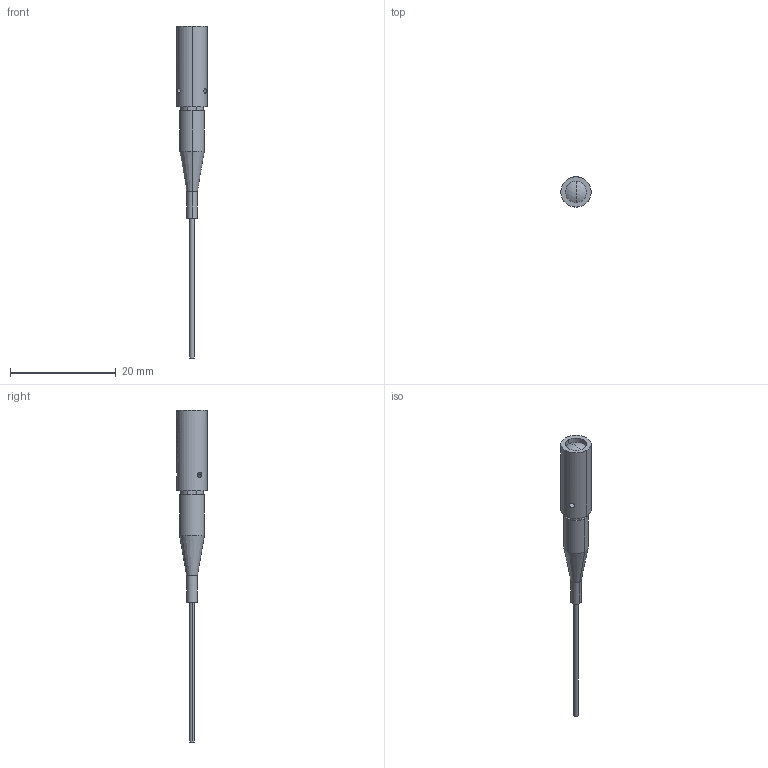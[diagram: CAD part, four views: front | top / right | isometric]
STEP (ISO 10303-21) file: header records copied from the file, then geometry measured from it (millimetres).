
FILE_DESCRIPTION (( 'STEP AP214' ), '1' );
FILE_NAME ('TTN155843-E0W.STEP', '2020-07-30T19:44:43', ( '' ), ( '' ), 'SwSTEP 2.0', 'SolidWorks 2018', '' );
FILE_SCHEMA (( 'AUTOMOTIVE_DESIGN' ));
Length unit declared in the file: millimetre
Products named in the file (1): TTN155843-E0W
Bounding box: 5.71 x 5.71 x 62.73 mm (x, y, z)
Volume: 534.4 mm3; surface area: 1309.4 mm2
Topology: 6 solids, 6 shells, 117 faces, 437 edges, 364 vertices
Faces by surface type: cylinder 75, plane 29, cone 7, sphere 4, torus 2
Entity records: 7909 total; most frequent: CARTESIAN_POINT 2803, ORIENTED_EDGE 874, DIRECTION 646, EDGE_CURVE 437, VERTEX_POINT 364, AXIS2_PLACEMENT_3D 246, EDGE_LOOP 165, LINE 154
